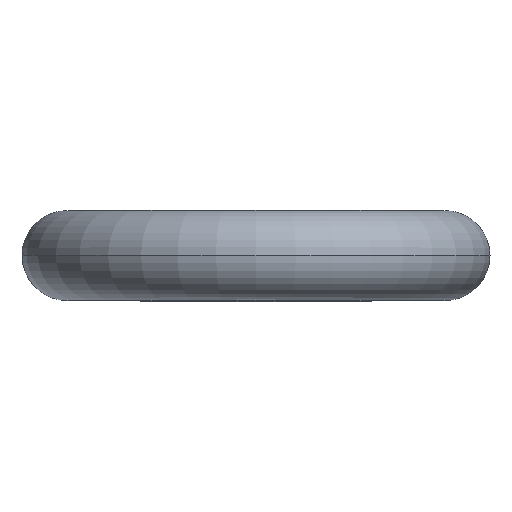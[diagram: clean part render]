
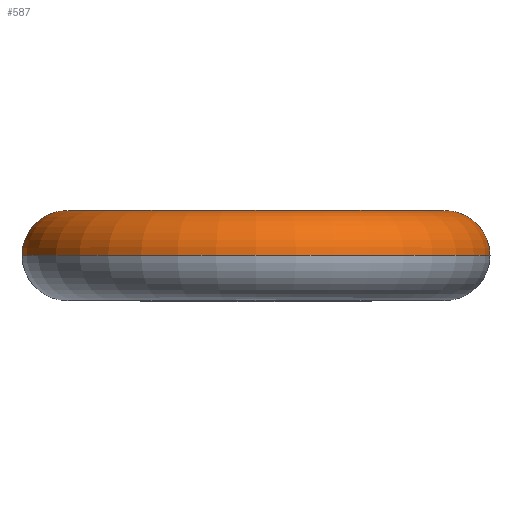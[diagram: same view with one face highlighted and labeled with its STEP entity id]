
A CAD part, top view. The second image highlights one B-rep face of the part: STEP entity #587.
In plain terms, the highlighted toroidal (fillet/blend) face has major radius 12 mm and minor radius 2.85 mm.
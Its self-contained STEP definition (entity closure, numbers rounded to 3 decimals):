
#338=CARTESIAN_POINT('',(-11.44,0.,31.376));
#339=DIRECTION('',(0.302,0.,-0.953));
#340=DIRECTION('',(-0.953,0.,-0.302));
#341=AXIS2_PLACEMENT_3D('',#338,#339,#340);
#361=CARTESIAN_POINT('',(11.44,0.,31.376));
#362=DIRECTION('',(0.302,0.,0.953));
#363=DIRECTION('',(0.953,0.,-0.302));
#364=AXIS2_PLACEMENT_3D('',#361,#362,#363);
#369=CARTESIAN_POINT('',(0.,0.,35.));
#370=DIRECTION('',(0.,-1.,0.));
#371=DIRECTION('',(0.953,0.,-0.302));
#372=AXIS2_PLACEMENT_3D('',#369,#370,#371);
#479=CARTESIAN_POINT('',(0.,0.,35.));
#480=DIRECTION('',(0.,-1.,0.));
#481=DIRECTION('',(0.953,0.,-0.302));
#482=AXIS2_PLACEMENT_3D('',#479,#480,#481);
#522=CARTESIAN_POINT('',(14.157,0.,30.516));
#523=CARTESIAN_POINT('',(8.723,0.,32.237));
#524=VERTEX_POINT('',#522);
#525=VERTEX_POINT('',#523);
#530=CARTESIAN_POINT('',(-14.157,0.,30.516));
#531=CARTESIAN_POINT('',(-8.723,0.,32.237));
#532=VERTEX_POINT('',#530);
#533=VERTEX_POINT('',#531);
#573=CARTESIAN_POINT('',(0.,0.,35.));
#574=DIRECTION('',(0.,-1.,0.));
#575=DIRECTION('',(-0.953,0.,0.302));
#576=AXIS2_PLACEMENT_3D('',#573,#574,#575);
#577=TOROIDAL_SURFACE('',#576,12.,2.85);
#579=ORIENTED_EDGE('',*,*,#578,.F.);
#581=ORIENTED_EDGE('',*,*,#580,.T.);
#582=ORIENTED_EDGE('',*,*,#563,.T.);
#584=ORIENTED_EDGE('',*,*,#583,.F.);
#585=EDGE_LOOP('',(#579,#581,#582,#584));
#586=FACE_OUTER_BOUND('',#585,.F.);
#342=CIRCLE('',#341,2.85);
#365=CIRCLE('',#364,2.85);
#373=CIRCLE('',#372,14.85);
#483=CIRCLE('',#482,9.15);
#563=EDGE_CURVE('',#532,#533,#342,.T.);
#578=EDGE_CURVE('',#524,#525,#365,.T.);
#580=EDGE_CURVE('',#524,#532,#373,.T.);
#583=EDGE_CURVE('',#525,#533,#483,.T.);
#587=ADVANCED_FACE('',(#586),#577,.T.);
